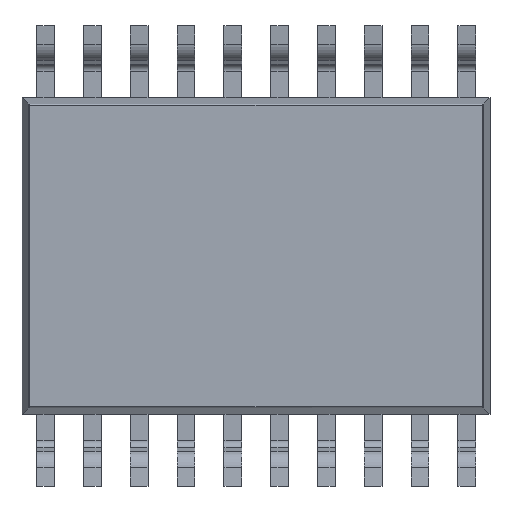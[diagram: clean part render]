
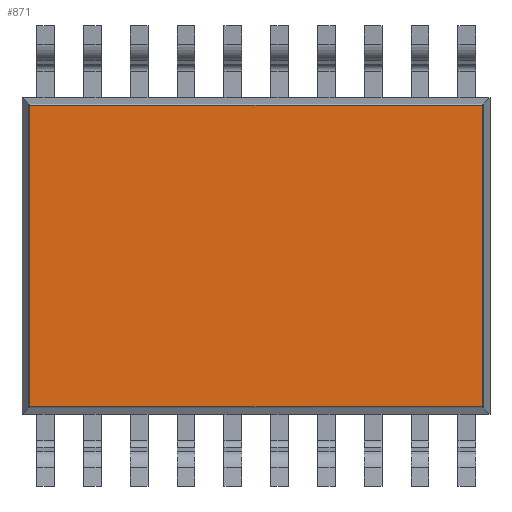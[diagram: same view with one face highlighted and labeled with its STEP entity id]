
A CAD part, front view. The second image highlights one B-rep face of the part: STEP entity #871.
In plain terms, the highlighted planar face has unit normal (0, -1, 0).
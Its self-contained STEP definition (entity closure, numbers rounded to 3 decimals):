
#871=ADVANCED_FACE('',(#1740),#1741,.T.);
#1740=FACE_OUTER_BOUND('',#2603,.T.);
#1741=PLANE('',#2604);
#2603=EDGE_LOOP('',(#5284,#5285,#5286,#5287));
#2604=AXIS2_PLACEMENT_3D('',#5288,#5289,#5290);
#5284=ORIENTED_EDGE('',*,*,#6379,.T.);
#5285=ORIENTED_EDGE('',*,*,#6400,.T.);
#5286=ORIENTED_EDGE('',*,*,#6385,.F.);
#5287=ORIENTED_EDGE('',*,*,#6405,.F.);
#5288=CARTESIAN_POINT('',(0.0,0.103,0.0));
#5289=DIRECTION('',(0.,-1.0,0.));
#5290=DIRECTION('',(0.,0.,-1.0));
#6379=EDGE_CURVE('',#7957,#7955,#7958,.T.);
#6385=EDGE_CURVE('',#7966,#7961,#7968,.T.);
#6400=EDGE_CURVE('',#7955,#7961,#7983,.T.);
#6405=EDGE_CURVE('',#7957,#7966,#7988,.T.);
#7955=VERTEX_POINT('',#10142);
#7957=VERTEX_POINT('',#10144);
#7958=LINE('',#10145,#10146);
#7961=VERTEX_POINT('',#10149);
#7966=VERTEX_POINT('',#10155);
#7968=LINE('',#10157,#10158);
#7983=LINE('',#10180,#10181);
#7988=LINE('',#10187,#10188);
#10142=CARTESIAN_POINT('',(0.109,0.103,-2.091));
#10144=CARTESIAN_POINT('',(0.109,0.103,2.091));
#10145=CARTESIAN_POINT('',(0.109,0.103,0.));
#10146=VECTOR('',#11305,1.0);
#10149=CARTESIAN_POINT('',(6.391,0.103,-2.091));
#10155=CARTESIAN_POINT('',(6.391,0.103,2.091));
#10157=CARTESIAN_POINT('',(6.391,0.103,10.0));
#10158=VECTOR('',#11316,1.0);
#10180=CARTESIAN_POINT('',(0.,0.103,-2.091));
#10181=VECTOR('',#11324,1.0);
#10187=CARTESIAN_POINT('',(0.,0.103,2.091));
#10188=VECTOR('',#11326,1.0);
#11305=DIRECTION('',(0.,0.0,-1.0));
#11316=DIRECTION('',(0.,0.,-1.0));
#11324=DIRECTION('',(1.0,0.0,0.));
#11326=DIRECTION('',(1.0,0.0,0.));
